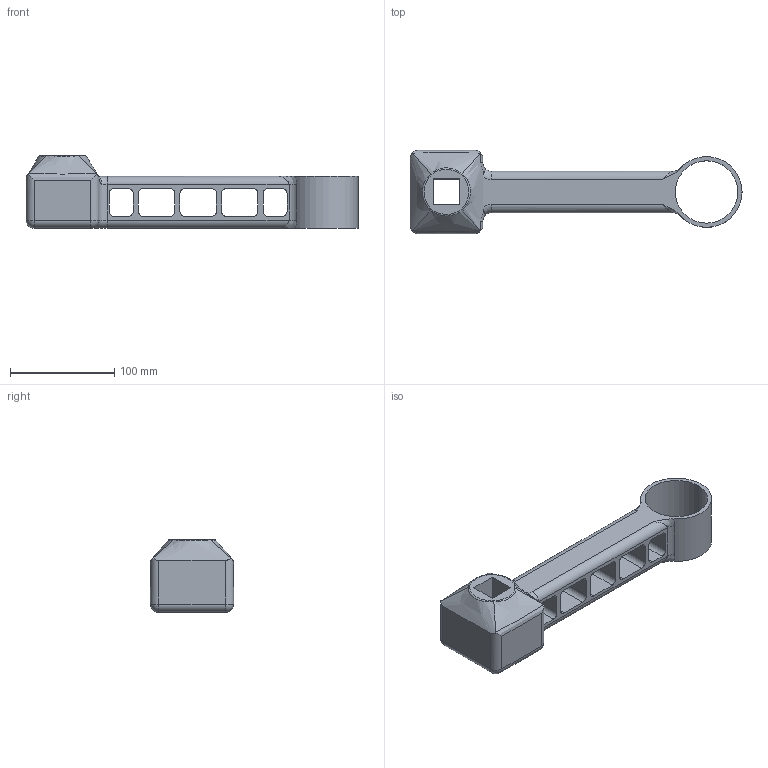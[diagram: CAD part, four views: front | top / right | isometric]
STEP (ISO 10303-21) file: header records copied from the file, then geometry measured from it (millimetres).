
FILE_DESCRIPTION (( 'STEP AP203' ), '1' );
FILE_NAME ('link 2_Default_sldprt.STEP', '2023-10-24T09:11:54', ( '' ), ( '' ), 'SwSTEP 2.0', 'SolidWorks 2021', '' );
FILE_SCHEMA (( 'CONFIG_CONTROL_DESIGN' ));
Length unit declared in the file: millimetre
Products named in the file (1): link 2_Default_sldprt
Bounding box: 319 x 80 x 70 mm (x, y, z)
Volume: 537446.2 mm3; surface area: 93567.6 mm2
Topology: 1 solids, 1 shells, 100 faces, 276 edges, 174 vertices
Faces by surface type: cylinder 40, plane 34, bspline 18, torus 4, sphere 4
Entity records: 4889 total; most frequent: CARTESIAN_POINT 2373, ORIENTED_EDGE 544, DIRECTION 460, EDGE_CURVE 272, VERTEX_POINT 174, AXIS2_PLACEMENT_3D 161, LINE 138, VECTOR 138
